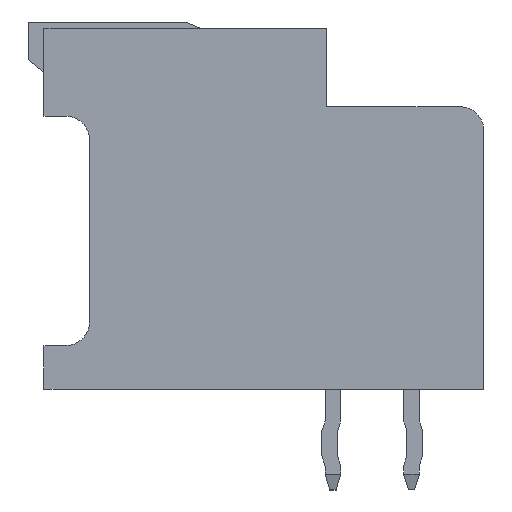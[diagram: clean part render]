
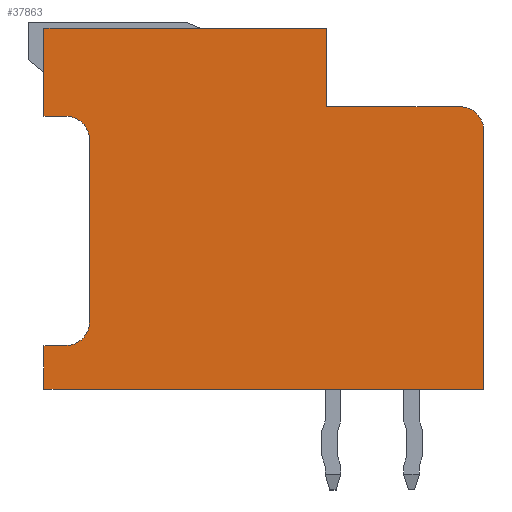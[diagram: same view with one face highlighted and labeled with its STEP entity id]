
A CAD part, left-side view. The second image highlights one B-rep face of the part: STEP entity #37863.
In plain terms, the highlighted face is planar.
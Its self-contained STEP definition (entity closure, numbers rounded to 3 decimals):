
#121=CIRCLE('',#39438,0.75);
#126=CIRCLE('',#39456,0.75);
#127=CIRCLE('',#39457,0.75);
#4250=ORIENTED_EDGE('',*,*,#10476,.T.);
#4251=ORIENTED_EDGE('',*,*,#10488,.T.);
#4252=ORIENTED_EDGE('',*,*,#10485,.T.);
#4253=ORIENTED_EDGE('',*,*,#10542,.T.);
#4254=ORIENTED_EDGE('',*,*,#10543,.T.);
#4255=ORIENTED_EDGE('',*,*,#10496,.T.);
#4256=ORIENTED_EDGE('',*,*,#10533,.T.);
#4257=ORIENTED_EDGE('',*,*,#10544,.F.);
#4258=ORIENTED_EDGE('',*,*,#10537,.T.);
#4259=ORIENTED_EDGE('',*,*,#10545,.F.);
#4260=ORIENTED_EDGE('',*,*,#10541,.T.);
#4261=ORIENTED_EDGE('',*,*,#10546,.T.);
#4262=ORIENTED_EDGE('',*,*,#10481,.T.);
#10476=EDGE_CURVE('',#13653,#13652,#16790,.T.);
#10481=EDGE_CURVE('',#13656,#13653,#16795,.T.);
#10485=EDGE_CURVE('',#13660,#13659,#16799,.T.);
#10488=EDGE_CURVE('',#13652,#13660,#121,.T.);
#10496=EDGE_CURVE('',#13668,#13667,#16808,.T.);
#10533=EDGE_CURVE('',#13667,#13697,#16841,.T.);
#10537=EDGE_CURVE('',#13698,#13701,#16845,.T.);
#10541=EDGE_CURVE('',#13702,#13705,#16849,.T.);
#10542=EDGE_CURVE('',#13659,#13706,#16850,.T.);
#10543=EDGE_CURVE('',#13706,#13668,#16851,.T.);
#10544=EDGE_CURVE('',#13698,#13697,#126,.T.);
#10545=EDGE_CURVE('',#13702,#13701,#127,.T.);
#10546=EDGE_CURVE('',#13705,#13656,#16852,.T.);
#13652=VERTEX_POINT('',#51949);
#13653=VERTEX_POINT('',#51951);
#13656=VERTEX_POINT('',#51960);
#13659=VERTEX_POINT('',#51967);
#13660=VERTEX_POINT('',#51969);
#13667=VERTEX_POINT('',#51989);
#13668=VERTEX_POINT('',#51991);
#13697=VERTEX_POINT('',#52064);
#13698=VERTEX_POINT('',#52068);
#13701=VERTEX_POINT('',#52073);
#13702=VERTEX_POINT('',#52077);
#13705=VERTEX_POINT('',#52082);
#13706=VERTEX_POINT('',#52086);
#16790=LINE('',#51950,#20644);
#16795=LINE('',#51959,#20649);
#16799=LINE('',#51968,#20653);
#16808=LINE('',#51990,#20662);
#16841=LINE('',#52065,#20695);
#16845=LINE('',#52074,#20699);
#16849=LINE('',#52083,#20703);
#16850=LINE('',#52085,#20704);
#16851=LINE('',#52087,#20705);
#16852=LINE('',#52090,#20706);
#20644=VECTOR('',#44185,1000.);
#20649=VECTOR('',#44192,1000.);
#20653=VECTOR('',#44198,1000.);
#20662=VECTOR('',#44217,1000.);
#20695=VECTOR('',#44274,1000.);
#20699=VECTOR('',#44280,1000.);
#20703=VECTOR('',#44286,1000.);
#20704=VECTOR('',#44289,1000.);
#20705=VECTOR('',#44290,1000.);
#20706=VECTOR('',#44295,1000.);
#23003=EDGE_LOOP('',(#4250,#4251,#4252,#4253,#4254,#4255,#4256,#4257,#4258,
#4259,#4260,#4261,#4262));
#24519=FACE_BOUND('',#23003,.T.);
#25999=PLANE('',#39455);
#37863=ADVANCED_FACE('',(#24519),#25999,.T.);
#39438=AXIS2_PLACEMENT_3D('',#51973,#44204,#44205);
#39455=AXIS2_PLACEMENT_3D('',#52084,#44287,#44288);
#39456=AXIS2_PLACEMENT_3D('',#52088,#44291,#44292);
#39457=AXIS2_PLACEMENT_3D('',#52089,#44293,#44294);
#44185=DIRECTION('',(0.,1.,0.));
#44192=DIRECTION('',(0.,0.,-1.));
#44198=DIRECTION('',(0.,0.,1.));
#44204=DIRECTION('',(1.,0.,0.));
#44205=DIRECTION('',(0.,0.,-1.));
#44217=DIRECTION('',(0.,-1.,0.));
#44274=DIRECTION('',(0.,0.,-1.));
#44280=DIRECTION('',(0.,-1.,0.));
#44286=DIRECTION('',(0.,0.,1.));
#44287=DIRECTION('',(1.,0.,0.));
#44288=DIRECTION('',(0.,0.,-1.));
#44289=DIRECTION('',(0.,1.,0.));
#44290=DIRECTION('',(0.,0.,1.));
#44291=DIRECTION('',(1.,0.,0.));
#44292=DIRECTION('',(0.,0.,-1.));
#44293=DIRECTION('',(1.,0.,0.));
#44294=DIRECTION('',(0.,0.,-1.));
#44295=DIRECTION('',(0.,-1.,0.));
#51949=CARTESIAN_POINT('',(17.7,3.75,-7.));
#51950=CARTESIAN_POINT('',(17.7,-4.5,-7.));
#51951=CARTESIAN_POINT('',(17.7,-4.5,-7.));
#51959=CARTESIAN_POINT('',(17.7,-4.5,7.));
#51960=CARTESIAN_POINT('',(17.7,-4.5,7.));
#51967=CARTESIAN_POINT('',(17.7,4.5,-2.));
#51968=CARTESIAN_POINT('',(17.7,4.5,-7.));
#51969=CARTESIAN_POINT('',(17.7,4.5,-6.25));
#51973=CARTESIAN_POINT('',(17.7,3.75,-6.25));
#51989=CARTESIAN_POINT('',(17.7,4.2,7.));
#51990=CARTESIAN_POINT('',(17.7,7.,7.));
#51991=CARTESIAN_POINT('',(17.7,7.,7.));
#52064=CARTESIAN_POINT('',(17.7,4.2,6.3));
#52065=CARTESIAN_POINT('',(17.7,4.2,7.));
#52068=CARTESIAN_POINT('',(17.7,3.45,5.55));
#52073=CARTESIAN_POINT('',(17.7,-2.35,5.55));
#52074=CARTESIAN_POINT('',(17.7,4.2,5.55));
#52077=CARTESIAN_POINT('',(17.7,-3.1,6.3));
#52082=CARTESIAN_POINT('',(17.7,-3.1,7.));
#52083=CARTESIAN_POINT('',(17.7,-3.1,5.55));
#52084=CARTESIAN_POINT('',(17.7,0.,0.));
#52085=CARTESIAN_POINT('',(17.7,4.5,-2.));
#52086=CARTESIAN_POINT('',(17.7,7.,-2.));
#52087=CARTESIAN_POINT('',(17.7,7.,-2.));
#52088=CARTESIAN_POINT('',(17.7,3.45,6.3));
#52089=CARTESIAN_POINT('',(17.7,-2.35,6.3));
#52090=CARTESIAN_POINT('',(17.7,-3.1,7.));
